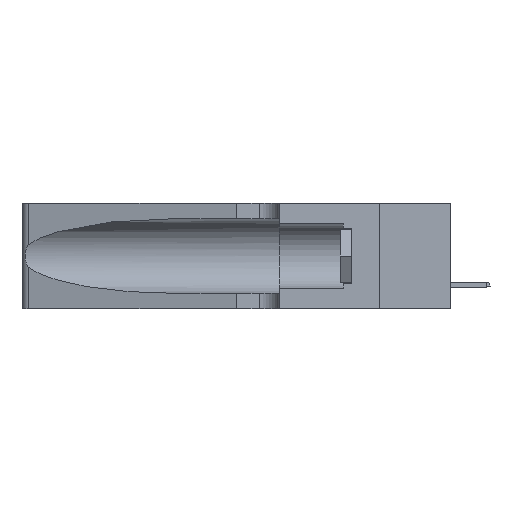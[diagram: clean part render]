
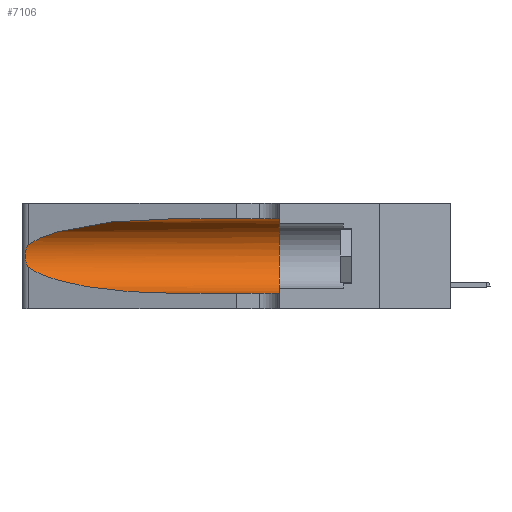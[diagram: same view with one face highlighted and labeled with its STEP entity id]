
A CAD part, left-side view. The second image highlights one B-rep face of the part: STEP entity #7106.
In plain terms, the highlighted cylindrical face has radius 3.308 mm (diameter 6.617 mm), a partial arc.
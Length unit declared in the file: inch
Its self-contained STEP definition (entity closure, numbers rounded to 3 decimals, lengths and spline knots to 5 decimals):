
#306 = LINE ( 'NONE', #18020, #23969 ) ;
#486 = CARTESIAN_POINT ( 'NONE',  ( 0.1305, 0.72297, 0.05475 ) ) ;
#986 = VERTEX_POINT ( 'NONE', #18378 ) ;
#1681 = CARTESIAN_POINT ( 'NONE',  ( 0.1305, 0.35, 0.31525 ) ) ;
#2701 = CARTESIAN_POINT ( 'NONE',  ( 0.26017, 1.23833, 0.17102 ) ) ;
#2763 = LINE ( 'NONE', #11682, #4454 ) ;
#2839 = CARTESIAN_POINT ( 'NONE',  ( 0.25639, 1.23184, 0.21858 ) ) ;
#3161 = ORIENTED_EDGE ( 'NONE', *, *, #18528, .T. ) ;
#3333 = CARTESIAN_POINT ( 'NONE',  ( 0.1305, 0.35, 0.05475 ) ) ;
#3714 = ORIENTED_EDGE ( 'NONE', *, *, #11773, .F. ) ;
#4314 = DIRECTION ( 'NONE',  ( 0., 1., 0. ) ) ;
#4454 = VECTOR ( 'NONE', #18431, 39.37008 ) ;
#4753 = DIRECTION ( 'NONE',  ( 0., -1., 0. ) ) ;
#4905 = CARTESIAN_POINT ( 'NONE',  ( 0.1305, 1.61858, 0.185 ) ) ;
#5886 = EDGE_CURVE ( 'NONE', #25475, #10757, #9818, .T. ) ;
#7106 = ADVANCED_FACE ( 'NONE', ( #15868 ), #11923, .F. ) ;
#7274 = CARTESIAN_POINT ( 'NONE',  ( 0.25487, 1.22718, 0.14631 ) ) ;
#7513 = CARTESIAN_POINT ( 'NONE',  ( 0.25856, 1.23593, 0.16098 ) ) ;
#8638 = CARTESIAN_POINT ( 'NONE',  ( 0.1305, 0.72297, 0.31525 ) ) ;
#8771 = CARTESIAN_POINT ( 'NONE',  ( 0.2373, 1.15595, 0.28018 ) ) ;
#9224 = B_SPLINE_CURVE_WITH_KNOTS ( 'NONE', 3,
 ( #11911, #14243, #2839, #22884, #20552, #11616, #18356, #16580, #2701, #7513, #27259, #20984, #13819, #20698 ),
 .UNSPECIFIED., .F., .F.,
 ( 4, 2, 2, 2, 2, 2, 4 ),
 ( 0., 0.00027, 0.00053, 0.00107, 0.0016, 0.00187, 0.00214 ),
 .UNSPECIFIED. ) ;
#9818 =( BOUNDED_CURVE ( )  B_SPLINE_CURVE ( 3, ( #13220, #28856, #10570, #13075 ),
 .UNSPECIFIED., .F., .T. ) 
 B_SPLINE_CURVE_WITH_KNOTS ( ( 4, 4 ),
 ( 3.44316, 4.71239 ),
 .UNSPECIFIED. ) 
 CURVE ( )  GEOMETRIC_REPRESENTATION_ITEM ( )  RATIONAL_B_SPLINE_CURVE ( ( 1., 0.87, 0.87, 1. ) ) 
 REPRESENTATION_ITEM ( '' )  );
#10570 = CARTESIAN_POINT ( 'NONE',  ( 0.18966, 0.96281, 0.05475 ) ) ;
#10757 = VERTEX_POINT ( 'NONE', #486 ) ;
#11616 = CARTESIAN_POINT ( 'NONE',  ( 0.26018, 1.23835, 0.19895 ) ) ;
#11682 = CARTESIAN_POINT ( 'NONE',  ( 0.1305, 1.61858, 0.31525 ) ) ;
#11773 = EDGE_CURVE ( 'NONE', #24005, #19113, #16572, .T. ) ;
#11900 = EDGE_CURVE ( 'NONE', #986, #25475, #9224, .T. ) ;
#11911 = CARTESIAN_POINT ( 'NONE',  ( 0.25487, 1.22718, 0.22369 ) ) ;
#11923 = CYLINDRICAL_SURFACE ( 'NONE', #13006, 0.13025 ) ;
#12605 = VERTEX_POINT ( 'NONE', #8638 ) ;
#13006 = AXIS2_PLACEMENT_3D ( 'NONE', #4905, #4753, #13832 ) ;
#13075 = CARTESIAN_POINT ( 'NONE',  ( 0.1305, 0.72297, 0.05475 ) ) ;
#13220 = CARTESIAN_POINT ( 'NONE',  ( 0.25487, 1.22718, 0.14631 ) ) ;
#13819 = CARTESIAN_POINT ( 'NONE',  ( 0.25555, 1.22993, 0.14849 ) ) ;
#13832 = DIRECTION ( 'NONE',  ( 0., 0., -1. ) ) ;
#14243 = CARTESIAN_POINT ( 'NONE',  ( 0.25555, 1.22994, 0.2215 ) ) ;
#15570 = DIRECTION ( 'NONE',  ( 0., 0., 1. ) ) ;
#15868 = FACE_OUTER_BOUND ( 'NONE', #19132, .T. ) ;
#16572 = CIRCLE ( 'NONE', #23121, 0.13025 ) ;
#16580 = CARTESIAN_POINT ( 'NONE',  ( 0.26075, 1.23896, 0.178 ) ) ;
#18020 = CARTESIAN_POINT ( 'NONE',  ( 0.1305, 1.61858, 0.05475 ) ) ;
#18356 = CARTESIAN_POINT ( 'NONE',  ( 0.26075, 1.23896, 0.19203 ) ) ;
#18378 = CARTESIAN_POINT ( 'NONE',  ( 0.25487, 1.22718, 0.22369 ) ) ;
#18431 = DIRECTION ( 'NONE',  ( 0., -1., 0. ) ) ;
#18528 = EDGE_CURVE ( 'NONE', #10757, #19113, #306, .T. ) ;
#19113 = VERTEX_POINT ( 'NONE', #3333 ) ;
#19132 = EDGE_LOOP ( 'NONE', ( #22687, #22402, #25561, #3161, #3714, #22257 ) ) ;
#19904 = CARTESIAN_POINT ( 'NONE',  ( 0.1305, 0.72297, 0.31525 ) ) ;
#20105 = EDGE_CURVE ( 'NONE', #12605, #986, #24964, .T. ) ;
#20552 = CARTESIAN_POINT ( 'NONE',  ( 0.25854, 1.2359, 0.20912 ) ) ;
#20698 = CARTESIAN_POINT ( 'NONE',  ( 0.25487, 1.22718, 0.14631 ) ) ;
#20984 = CARTESIAN_POINT ( 'NONE',  ( 0.25639, 1.23186, 0.15144 ) ) ;
#21677 = CARTESIAN_POINT ( 'NONE',  ( 0.25487, 1.22718, 0.22369 ) ) ;
#21815 = CARTESIAN_POINT ( 'NONE',  ( 0.18966, 0.96281, 0.31525 ) ) ;
#22048 = EDGE_CURVE ( 'NONE', #12605, #24005, #2763, .T. ) ;
#22181 = CARTESIAN_POINT ( 'NONE',  ( 0.1305, 0.35, 0.185 ) ) ;
#22257 = ORIENTED_EDGE ( 'NONE', *, *, #22048, .F. ) ;
#22402 = ORIENTED_EDGE ( 'NONE', *, *, #11900, .T. ) ;
#22687 = ORIENTED_EDGE ( 'NONE', *, *, #20105, .T. ) ;
#22699 = DIRECTION ( 'NONE',  ( 0., -1., 0. ) ) ;
#22884 = CARTESIAN_POINT ( 'NONE',  ( 0.25787, 1.23484, 0.2124 ) ) ;
#23121 = AXIS2_PLACEMENT_3D ( 'NONE', #22181, #4314, #15570 ) ;
#23969 = VECTOR ( 'NONE', #22699, 39.37008 ) ;
#24005 = VERTEX_POINT ( 'NONE', #1681 ) ;
#24964 =( BOUNDED_CURVE ( )  B_SPLINE_CURVE ( 3, ( #19904, #21815, #8771, #21677 ),
 .UNSPECIFIED., .F., .T. ) 
 B_SPLINE_CURVE_WITH_KNOTS ( ( 4, 4 ),
 ( 1.5708, 2.84003 ),
 .UNSPECIFIED. ) 
 CURVE ( )  GEOMETRIC_REPRESENTATION_ITEM ( )  RATIONAL_B_SPLINE_CURVE ( ( 1., 0.87, 0.87, 1. ) ) 
 REPRESENTATION_ITEM ( '' )  );
#25475 = VERTEX_POINT ( 'NONE', #7274 ) ;
#25561 = ORIENTED_EDGE ( 'NONE', *, *, #5886, .T. ) ;
#27259 = CARTESIAN_POINT ( 'NONE',  ( 0.25789, 1.23486, 0.15765 ) ) ;
#28856 = CARTESIAN_POINT ( 'NONE',  ( 0.2373, 1.15595, 0.08982 ) ) ;
